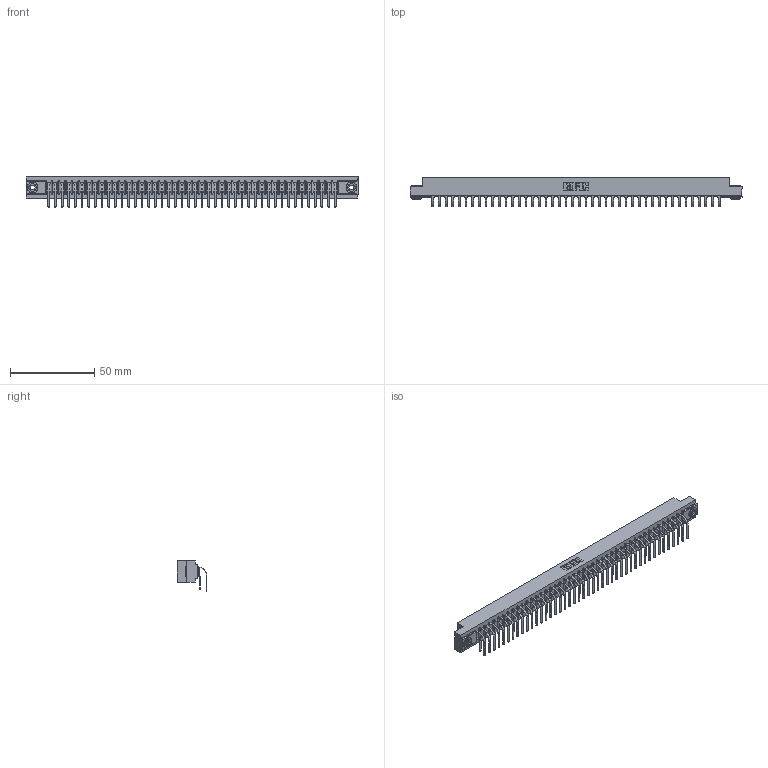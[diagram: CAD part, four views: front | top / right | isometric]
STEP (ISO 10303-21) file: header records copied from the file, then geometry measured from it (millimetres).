
FILE_DESCRIPTION (( 'STEP AP203' ), '1' );
FILE_NAME ('357-088-459-203.STEP', '2022-07-07T20:11:19', ( '' ), ( '' ), 'SwSTEP 2.0', 'SolidWorks 2020', '' );
FILE_SCHEMA (( 'CONFIG_CONTROL_DESIGN' ));
Length unit declared in the file: inch
Products named in the file (5): 307 Part_.156 Dia Mounting Holes; 357-088-459-203; 345-250-002_345-250-002-102; 307-290-001_559 - 2 (Single); 307-290-001_558 559 - 1 (Single)
Assembly tree (91 placements, depth 2):
  357-088-459-203
    307 Part_.156 Dia Mounting Holes
    307-290-001_558 559 - 1 (Single)  x44
    307-290-001_559 - 2 (Single)  x44
    345-250-002_345-250-002-102  x2
Bounding box: 197.36 x 17.51 x 18.07 mm (x, y, z)
Volume: 21333.2 mm3; surface area: 28278.8 mm2
Topology: 91 solids, 91 shells, 4615 faces, 12931 edges, 8378 vertices
Faces by surface type: plane 2998, cylinder 1519, sphere 90, cone 8
Entity records: 41394 total; most frequent: CARTESIAN_POINT 6755, ORIENTED_EDGE 6686, DIRECTION 6629, EDGE_CURVE 3343, VECTOR 2557, LINE 2557, VERTEX_POINT 2162, AXIS2_PLACEMENT_3D 2036
